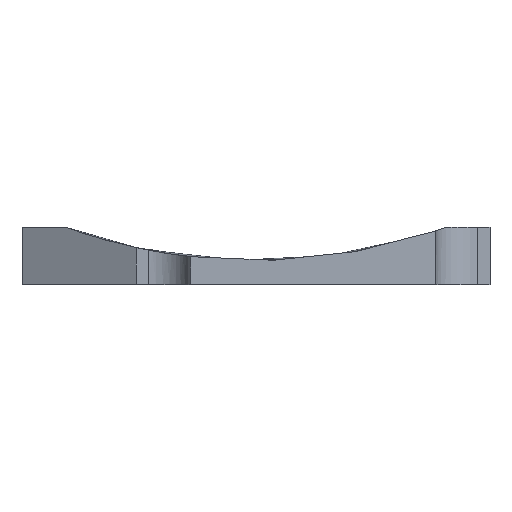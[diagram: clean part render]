
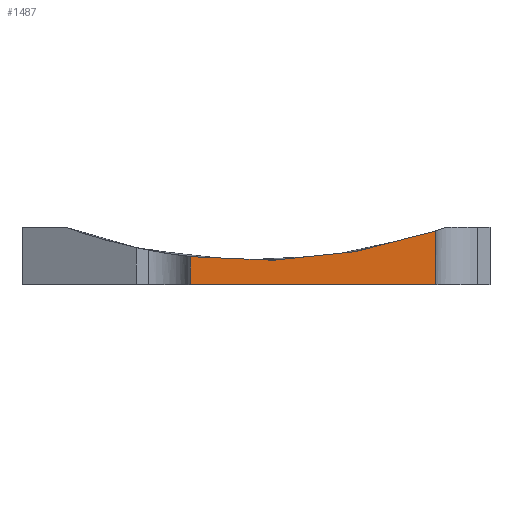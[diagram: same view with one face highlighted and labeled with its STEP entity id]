
A CAD part, front view. The second image highlights one B-rep face of the part: STEP entity #1487.
In plain terms, the highlighted planar face has unit normal (0, -1, 0).
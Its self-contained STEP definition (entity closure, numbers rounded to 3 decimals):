
#61=PLANE('',#1603);
#114=FACE_OUTER_BOUND('',#202,.T.);
#202=EDGE_LOOP('',(#1152,#1153,#1154,#1155));
#337=LINE('',#2219,#480);
#346=LINE('',#2262,#489);
#369=LINE('',#2788,#512);
#480=VECTOR('',#1749,10.);
#489=VECTOR('',#1770,10.);
#512=VECTOR('',#1817,10.);
#610=CIRCLE('',#1594,93.475);
#672=VERTEX_POINT('',#2216);
#673=VERTEX_POINT('',#2218);
#682=VERTEX_POINT('',#2259);
#683=VERTEX_POINT('',#2261);
#829=EDGE_CURVE('',#673,#672,#337,.T.);
#842=EDGE_CURVE('',#683,#682,#346,.T.);
#845=EDGE_CURVE('',#682,#673,#610,.T.);
#902=EDGE_CURVE('',#672,#683,#369,.T.);
#1152=ORIENTED_EDGE('',*,*,#829,.T.);
#1153=ORIENTED_EDGE('',*,*,#902,.T.);
#1154=ORIENTED_EDGE('',*,*,#842,.T.);
#1155=ORIENTED_EDGE('',*,*,#845,.T.);
#1487=ADVANCED_FACE('',(#114),#61,.T.);
#1594=AXIS2_PLACEMENT_3D('',#2267,#1776,#1777);
#1603=AXIS2_PLACEMENT_3D('',#2787,#1815,#1816);
#1749=DIRECTION('',(0.,0.,-1.));
#1770=DIRECTION('',(0.,0.,1.));
#1776=DIRECTION('center_axis',(0.,1.,0.));
#1777=DIRECTION('ref_axis',(0.352,0.,-0.936));
#1815=DIRECTION('center_axis',(0.,-1.,0.));
#1816=DIRECTION('ref_axis',(1.,0.,0.));
#1817=DIRECTION('',(1.,0.,0.));
#2216=CARTESIAN_POINT('',(-31.4,-108.376,0.));
#2218=CARTESIAN_POINT('',(-31.4,-108.376,4.638));
#2219=CARTESIAN_POINT('',(-31.4,-108.376,0.));
#2259=CARTESIAN_POINT('',(9.4,-108.376,8.911));
#2261=CARTESIAN_POINT('',(9.4,-108.376,0.));
#2262=CARTESIAN_POINT('',(9.4,-108.376,0.));
#2267=CARTESIAN_POINT('Origin',(-20.5,-108.376,97.475));
#2787=CARTESIAN_POINT('Origin',(-34.45,-108.376,0.));
#2788=CARTESIAN_POINT('',(-53.45,-108.376,0.));
